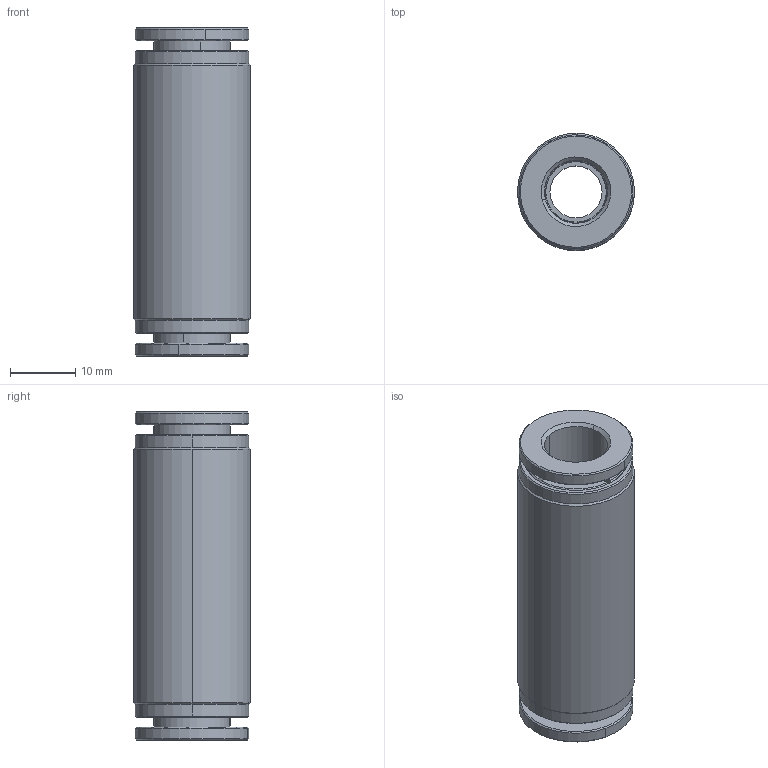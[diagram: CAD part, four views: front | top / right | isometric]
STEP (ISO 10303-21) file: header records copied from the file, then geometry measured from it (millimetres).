
FILE_DESCRIPTION (( 'STEP AP214' ), '1' );
FILE_NAME ('SUS3-8W.STEP', '2018-06-12T17:28:18', ( '' ), ( '' ), 'SwSTEP 2.0', 'SolidWorks 2016', '' );
FILE_SCHEMA (( 'AUTOMOTIVE_DESIGN' ));
Length unit declared in the file: millimetre
Products named in the file (1): SUS3-8W
Bounding box: 18 x 18 x 50.44 mm (x, y, z)
Volume: 7888 mm3; surface area: 11248.2 mm2
Topology: 11 solids, 11 shells, 726 faces, 2016 edges, 1320 vertices
Faces by surface type: plane 266, cone 238, cylinder 124, bspline 94, torus 4
Entity records: 33730 total; most frequent: CARTESIAN_POINT 8399, ORIENTED_EDGE 4032, DIRECTION 3100, EDGE_CURVE 2016, VERTEX_POINT 1320, AXIS2_PLACEMENT_3D 1277, B_SPLINE_CURVE_WITH_KNOTS 826, EDGE_LOOP 756
